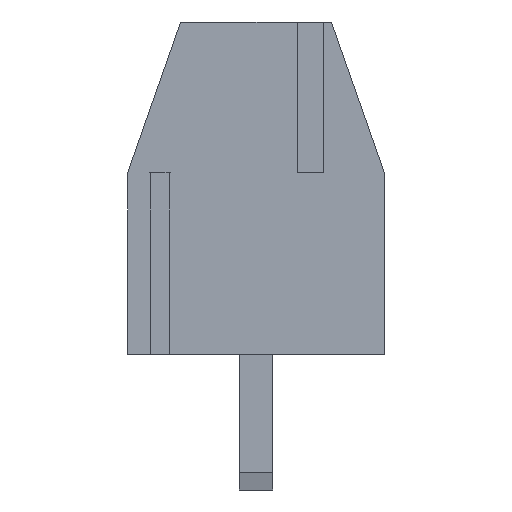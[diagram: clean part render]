
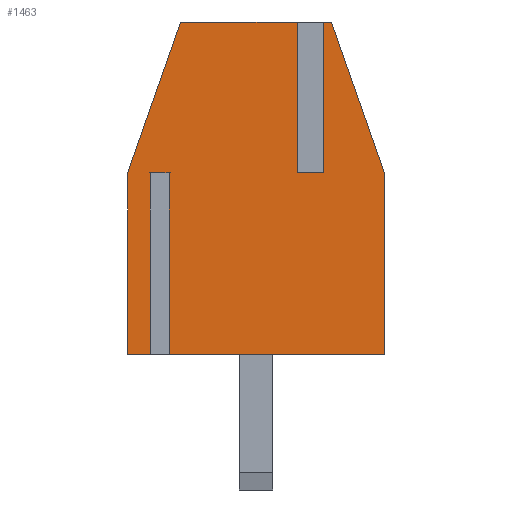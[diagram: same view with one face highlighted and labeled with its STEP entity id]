
A CAD part, left-side view. The second image highlights one B-rep face of the part: STEP entity #1463.
In plain terms, the highlighted planar face has unit normal (-1, 0, 0).
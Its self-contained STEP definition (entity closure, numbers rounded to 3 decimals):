
#1463 = ADVANCED_FACE('',(#1464),#1578,.F.);
#1464 = FACE_BOUND('',#1465,.F.);
#1465 = EDGE_LOOP('',(#1466,#1476,#1484,#1492,#1500,#1508,#1516,#1524,
    #1532,#1540,#1548,#1556,#1564,#1572));
#1466 = ORIENTED_EDGE('',*,*,#1467,.T.);
#1467 = EDGE_CURVE('',#1468,#1470,#1472,.T.);
#1468 = VERTEX_POINT('',#1469);
#1469 = CARTESIAN_POINT('',(-1.75,-2.,8.8));
#1470 = VERTEX_POINT('',#1471);
#1471 = CARTESIAN_POINT('',(-1.75,-3.4,4.8));
#1472 = LINE('',#1473,#1474);
#1473 = CARTESIAN_POINT('',(-1.75,-2.,8.8));
#1474 = VECTOR('',#1475,1.);
#1475 = DIRECTION('',(0.,-0.33,-0.944));
#1476 = ORIENTED_EDGE('',*,*,#1477,.T.);
#1477 = EDGE_CURVE('',#1470,#1478,#1480,.T.);
#1478 = VERTEX_POINT('',#1479);
#1479 = CARTESIAN_POINT('',(-1.75,-3.4,-0.));
#1480 = LINE('',#1481,#1482);
#1481 = CARTESIAN_POINT('',(-1.75,-3.4,4.8));
#1482 = VECTOR('',#1483,1.);
#1483 = DIRECTION('',(0.,0.,-1.));
#1484 = ORIENTED_EDGE('',*,*,#1485,.T.);
#1485 = EDGE_CURVE('',#1478,#1486,#1488,.T.);
#1486 = VERTEX_POINT('',#1487);
#1487 = CARTESIAN_POINT('',(-1.75,2.3,0.));
#1488 = LINE('',#1489,#1490);
#1489 = CARTESIAN_POINT('',(-1.75,-3.4,0.));
#1490 = VECTOR('',#1491,1.);
#1491 = DIRECTION('',(0.,1.,0.));
#1492 = ORIENTED_EDGE('',*,*,#1493,.F.);
#1493 = EDGE_CURVE('',#1494,#1486,#1496,.T.);
#1494 = VERTEX_POINT('',#1495);
#1495 = CARTESIAN_POINT('',(-1.75,2.3,4.8));
#1496 = LINE('',#1497,#1498);
#1497 = CARTESIAN_POINT('',(-1.75,2.3,4.8));
#1498 = VECTOR('',#1499,1.);
#1499 = DIRECTION('',(0.,0.,-1.));
#1500 = ORIENTED_EDGE('',*,*,#1501,.T.);
#1501 = EDGE_CURVE('',#1494,#1502,#1504,.T.);
#1502 = VERTEX_POINT('',#1503);
#1503 = CARTESIAN_POINT('',(-1.75,2.8,4.8));
#1504 = LINE('',#1505,#1506);
#1505 = CARTESIAN_POINT('',(-1.75,2.3,4.8));
#1506 = VECTOR('',#1507,1.);
#1507 = DIRECTION('',(0.,1.,0.));
#1508 = ORIENTED_EDGE('',*,*,#1509,.T.);
#1509 = EDGE_CURVE('',#1502,#1510,#1512,.T.);
#1510 = VERTEX_POINT('',#1511);
#1511 = CARTESIAN_POINT('',(-1.75,2.8,0.));
#1512 = LINE('',#1513,#1514);
#1513 = CARTESIAN_POINT('',(-1.75,2.8,4.8));
#1514 = VECTOR('',#1515,1.);
#1515 = DIRECTION('',(0.,0.,-1.));
#1516 = ORIENTED_EDGE('',*,*,#1517,.T.);
#1517 = EDGE_CURVE('',#1510,#1518,#1520,.T.);
#1518 = VERTEX_POINT('',#1519);
#1519 = CARTESIAN_POINT('',(-1.75,3.4,0.));
#1520 = LINE('',#1521,#1522);
#1521 = CARTESIAN_POINT('',(-1.75,-3.4,0.));
#1522 = VECTOR('',#1523,1.);
#1523 = DIRECTION('',(0.,1.,0.));
#1524 = ORIENTED_EDGE('',*,*,#1525,.T.);
#1525 = EDGE_CURVE('',#1518,#1526,#1528,.T.);
#1526 = VERTEX_POINT('',#1527);
#1527 = CARTESIAN_POINT('',(-1.75,3.4,4.8));
#1528 = LINE('',#1529,#1530);
#1529 = CARTESIAN_POINT('',(-1.75,3.4,0.));
#1530 = VECTOR('',#1531,1.);
#1531 = DIRECTION('',(0.,0.,1.));
#1532 = ORIENTED_EDGE('',*,*,#1533,.T.);
#1533 = EDGE_CURVE('',#1526,#1534,#1536,.T.);
#1534 = VERTEX_POINT('',#1535);
#1535 = CARTESIAN_POINT('',(-1.75,2.,8.8));
#1536 = LINE('',#1537,#1538);
#1537 = CARTESIAN_POINT('',(-1.75,3.4,4.8));
#1538 = VECTOR('',#1539,1.);
#1539 = DIRECTION('',(0.,-0.33,0.944));
#1540 = ORIENTED_EDGE('',*,*,#1541,.T.);
#1541 = EDGE_CURVE('',#1534,#1542,#1544,.T.);
#1542 = VERTEX_POINT('',#1543);
#1543 = CARTESIAN_POINT('',(-1.75,-1.2,8.8));
#1544 = LINE('',#1545,#1546);
#1545 = CARTESIAN_POINT('',(-1.75,2.,8.8));
#1546 = VECTOR('',#1547,1.);
#1547 = DIRECTION('',(0.,-1.,0.));
#1548 = ORIENTED_EDGE('',*,*,#1549,.F.);
#1549 = EDGE_CURVE('',#1550,#1542,#1552,.T.);
#1550 = VERTEX_POINT('',#1551);
#1551 = CARTESIAN_POINT('',(-1.75,-1.2,4.8));
#1552 = LINE('',#1553,#1554);
#1553 = CARTESIAN_POINT('',(-1.75,-1.2,4.8));
#1554 = VECTOR('',#1555,1.);
#1555 = DIRECTION('',(0.,0.,1.));
#1556 = ORIENTED_EDGE('',*,*,#1557,.T.);
#1557 = EDGE_CURVE('',#1550,#1558,#1560,.T.);
#1558 = VERTEX_POINT('',#1559);
#1559 = CARTESIAN_POINT('',(-1.75,-1.7,4.8));
#1560 = LINE('',#1561,#1562);
#1561 = CARTESIAN_POINT('',(-1.75,-1.2,4.8));
#1562 = VECTOR('',#1563,1.);
#1563 = DIRECTION('',(0.,-1.,0.));
#1564 = ORIENTED_EDGE('',*,*,#1565,.T.);
#1565 = EDGE_CURVE('',#1558,#1566,#1568,.T.);
#1566 = VERTEX_POINT('',#1567);
#1567 = CARTESIAN_POINT('',(-1.75,-1.7,8.8));
#1568 = LINE('',#1569,#1570);
#1569 = CARTESIAN_POINT('',(-1.75,-1.7,4.8));
#1570 = VECTOR('',#1571,1.);
#1571 = DIRECTION('',(0.,0.,1.));
#1572 = ORIENTED_EDGE('',*,*,#1573,.T.);
#1573 = EDGE_CURVE('',#1566,#1468,#1574,.T.);
#1574 = LINE('',#1575,#1576);
#1575 = CARTESIAN_POINT('',(-1.75,2.,8.8));
#1576 = VECTOR('',#1577,1.);
#1577 = DIRECTION('',(0.,-1.,0.));
#1578 = PLANE('',#1579);
#1579 = AXIS2_PLACEMENT_3D('',#1580,#1581,#1582);
#1580 = CARTESIAN_POINT('',(-1.75,0.,4.013));
#1581 = DIRECTION('',(1.,0.,0.));
#1582 = DIRECTION('',(0.,0.,1.));
